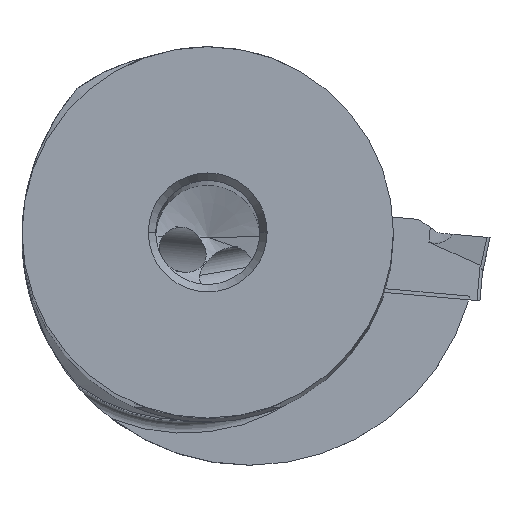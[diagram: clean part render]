
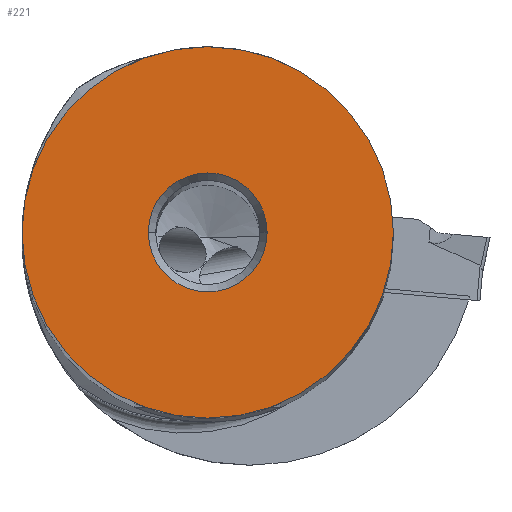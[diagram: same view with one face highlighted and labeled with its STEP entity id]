
A CAD part, top view. The second image highlights one B-rep face of the part: STEP entity #221.
In plain terms, the highlighted planar face has unit normal (0, 0, 1).
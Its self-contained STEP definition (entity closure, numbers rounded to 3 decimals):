
#60=FACE_BOUND('',#516,.T.);
#61=FACE_BOUND('',#517,.T.);
#221=ADVANCED_FACE('',(#60,#61),#312,.F.);
#312=PLANE('',#2816);
#516=EDGE_LOOP('',(#977,#978));
#517=EDGE_LOOP('',(#979,#980));
#977=ORIENTED_EDGE('',*,*,#1792,.F.);
#978=ORIENTED_EDGE('',*,*,#1799,.F.);
#979=ORIENTED_EDGE('',*,*,#1804,.F.);
#980=ORIENTED_EDGE('',*,*,#1805,.F.);
#1482=VERTEX_POINT('',#4919);
#1483=VERTEX_POINT('',#4920);
#1492=VERTEX_POINT('',#4943);
#1493=VERTEX_POINT('',#4944);
#1792=EDGE_CURVE('',#1482,#1483,#2147,.T.);
#1799=EDGE_CURVE('',#1483,#1482,#2148,.T.);
#1804=EDGE_CURVE('',#1492,#1493,#2149,.T.);
#1805=EDGE_CURVE('',#1493,#1492,#2150,.T.);
#2147=CIRCLE('',#2806,12.5);
#2148=CIRCLE('',#2810,12.5);
#2149=CIRCLE('',#2814,4.);
#2150=CIRCLE('',#2815,4.);
#2806=AXIS2_PLACEMENT_3D('',#4918,#3272,#3273);
#2810=AXIS2_PLACEMENT_3D('',#4932,#3284,#3285);
#2814=AXIS2_PLACEMENT_3D('',#4942,#3294,#3295);
#2815=AXIS2_PLACEMENT_3D('',#4945,#3296,#3297);
#2816=AXIS2_PLACEMENT_3D('',#4946,#3298,#3299);
#3272=DIRECTION('',(0.,0.,-1.));
#3273=DIRECTION('',(1.,0.,0.));
#3284=DIRECTION('',(0.,0.,-1.));
#3285=DIRECTION('',(-1.,0.,0.));
#3294=DIRECTION('',(0.,0.,1.));
#3295=DIRECTION('',(1.,0.,0.));
#3296=DIRECTION('',(0.,0.,1.));
#3297=DIRECTION('',(-1.,0.,0.));
#3298=DIRECTION('',(0.,0.,-1.));
#3299=DIRECTION('',(-1.,0.,0.));
#4918=CARTESIAN_POINT('',(0.,0.,0.));
#4919=CARTESIAN_POINT('',(12.5,0.,0.));
#4920=CARTESIAN_POINT('',(-12.5,0.,0.));
#4932=CARTESIAN_POINT('',(0.,0.,0.));
#4942=CARTESIAN_POINT('',(0.,0.,0.));
#4943=CARTESIAN_POINT('',(4.,0.,0.));
#4944=CARTESIAN_POINT('',(-4.,0.,0.));
#4945=CARTESIAN_POINT('',(0.,0.,0.));
#4946=CARTESIAN_POINT('',(0.,0.,0.));
